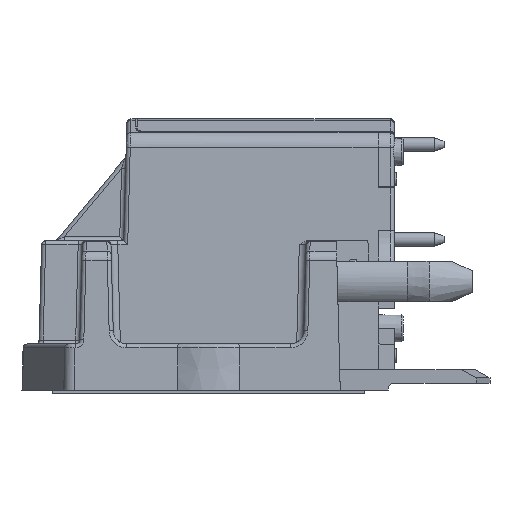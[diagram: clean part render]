
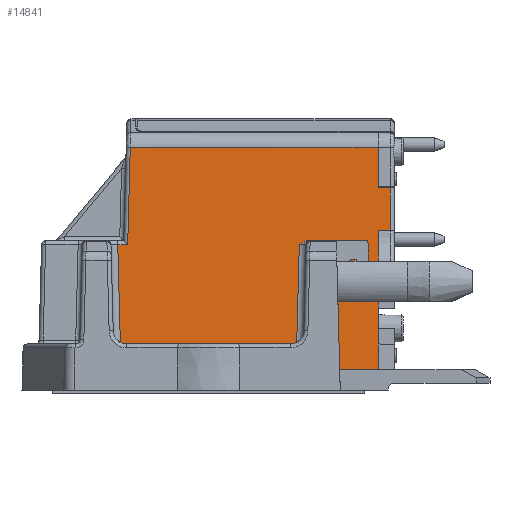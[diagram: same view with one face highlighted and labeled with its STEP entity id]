
A CAD part, left-side view. The second image highlights one B-rep face of the part: STEP entity #14841.
In plain terms, the highlighted planar face has unit normal (-1, 0, 0.026).
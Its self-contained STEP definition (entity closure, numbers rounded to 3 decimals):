
#651=PLANE('',#15783);
#859=LINE('',#19480,#1695);
#863=LINE('',#19489,#1699);
#1047=LINE('',#21413,#1883);
#1049=LINE('',#21421,#1885);
#1157=LINE('',#22016,#1993);
#1169=LINE('',#22066,#2005);
#1174=LINE('',#22084,#2010);
#1364=LINE('',#22687,#2200);
#1373=LINE('',#22707,#2209);
#1375=LINE('',#22711,#2211);
#1382=LINE('',#22731,#2218);
#1383=LINE('',#22733,#2219);
#1384=LINE('',#22734,#2220);
#1385=LINE('',#22736,#2221);
#1386=LINE('',#22738,#2222);
#1387=LINE('',#22740,#2223);
#1388=LINE('',#22741,#2224);
#1695=VECTOR('',#16364,1000.);
#1699=VECTOR('',#16370,1000.);
#1883=VECTOR('',#17104,1000.);
#1885=VECTOR('',#17112,1000.);
#1993=VECTOR('',#17486,1000.);
#2005=VECTOR('',#17512,1000.);
#2010=VECTOR('',#17531,1000.);
#2200=VECTOR('',#18077,1000.);
#2209=VECTOR('',#18104,1000.);
#2211=VECTOR('',#18108,1000.);
#2218=VECTOR('',#18141,1000.);
#2219=VECTOR('',#18142,1000.);
#2220=VECTOR('',#18143,1000.);
#2221=VECTOR('',#18144,1000.);
#2222=VECTOR('',#18145,1000.);
#2223=VECTOR('',#18146,1000.);
#2224=VECTOR('',#18147,1000.);
#2550=B_SPLINE_CURVE_WITH_KNOTS('',3,(#21705,#21706,#21707,#21708,#21709,
#21710,#21711),.UNSPECIFIED.,.F.,.F.,(4,1,1,1,4),(0.,0.25,0.5,0.75,1.),
 .UNSPECIFIED.);
#4437=ORIENTED_EDGE('',*,*,#6294,.T.);
#4438=ORIENTED_EDGE('',*,*,#6093,.F.);
#4439=ORIENTED_EDGE('',*,*,#6097,.F.);
#4440=ORIENTED_EDGE('',*,*,#6321,.F.);
#4441=ORIENTED_EDGE('',*,*,#6592,.T.);
#4442=ORIENTED_EDGE('',*,*,#6312,.T.);
#4443=ORIENTED_EDGE('',*,*,#6147,.F.);
#4444=ORIENTED_EDGE('',*,*,#6583,.F.);
#4445=ORIENTED_EDGE('',*,*,#5728,.F.);
#4446=ORIENTED_EDGE('',*,*,#6594,.T.);
#4447=ORIENTED_EDGE('',*,*,#6601,.T.);
#4448=ORIENTED_EDGE('',*,*,#6602,.F.);
#4449=ORIENTED_EDGE('',*,*,#5669,.T.);
#4450=ORIENTED_EDGE('',*,*,#6603,.F.);
#4451=ORIENTED_EDGE('',*,*,#6604,.T.);
#4452=ORIENTED_EDGE('',*,*,#6605,.T.);
#4453=ORIENTED_EDGE('',*,*,#6606,.T.);
#4454=ORIENTED_EDGE('',*,*,#5665,.T.);
#4455=ORIENTED_EDGE('',*,*,#6607,.F.);
#5665=EDGE_CURVE('',#7143,#7142,#859,.T.);
#5669=EDGE_CURVE('',#7147,#7146,#863,.T.);
#5728=EDGE_CURVE('',#7199,#7200,#8045,.T.);
#6093=EDGE_CURVE('',#7430,#7429,#1047,.T.);
#6097=EDGE_CURVE('',#7434,#7430,#1049,.T.);
#6147=EDGE_CURVE('',#7467,#7468,#2550,.F.);
#6294=EDGE_CURVE('',#7558,#7429,#1157,.T.);
#6312=EDGE_CURVE('',#7571,#7468,#1169,.T.);
#6321=EDGE_CURVE('',#7574,#7434,#1174,.T.);
#6583=EDGE_CURVE('',#7200,#7467,#1364,.T.);
#6592=EDGE_CURVE('',#7574,#7571,#1373,.T.);
#6594=EDGE_CURVE('',#7199,#7710,#1375,.T.);
#6601=EDGE_CURVE('',#7710,#7711,#1382,.T.);
#6602=EDGE_CURVE('',#7147,#7711,#1383,.T.);
#6603=EDGE_CURVE('',#7712,#7146,#1384,.T.);
#6604=EDGE_CURVE('',#7712,#7713,#1385,.T.);
#6605=EDGE_CURVE('',#7713,#7714,#1386,.T.);
#6606=EDGE_CURVE('',#7714,#7143,#1387,.T.);
#6607=EDGE_CURVE('',#7558,#7142,#1388,.T.);
#7142=VERTEX_POINT('',#19479);
#7143=VERTEX_POINT('',#19481);
#7146=VERTEX_POINT('',#19488);
#7147=VERTEX_POINT('',#19490);
#7199=VERTEX_POINT('',#19622);
#7200=VERTEX_POINT('',#19624);
#7429=VERTEX_POINT('',#21400);
#7430=VERTEX_POINT('',#21411);
#7434=VERTEX_POINT('',#21420);
#7467=VERTEX_POINT('',#21712);
#7468=VERTEX_POINT('',#21713);
#7558=VERTEX_POINT('',#22017);
#7571=VERTEX_POINT('',#22067);
#7574=VERTEX_POINT('',#22077);
#7710=VERTEX_POINT('',#22710);
#7711=VERTEX_POINT('',#22732);
#7712=VERTEX_POINT('',#22735);
#7713=VERTEX_POINT('',#22737);
#7714=VERTEX_POINT('',#22739);
#8045=ELLIPSE('',#15189,0.3,0.3);
#8583=EDGE_LOOP('',(#4437,#4438,#4439,#4440,#4441,#4442,#4443,#4444,#4445,
#4446,#4447,#4448,#4449,#4450,#4451,#4452,#4453,#4454,#4455));
#9362=FACE_BOUND('',#8583,.T.);
#14841=ADVANCED_FACE('',(#9362),#651,.T.);
#15189=AXIS2_PLACEMENT_3D('',#19623,#16469,#16470);
#15783=AXIS2_PLACEMENT_3D('',#22730,#18139,#18140);
#16364=DIRECTION('',(0.026,0.,1.));
#16370=DIRECTION('',(0.026,0.,1.));
#16469=DIRECTION('',(-1.,0.,0.026));
#16470=DIRECTION('',(0.026,0.,1.));
#17104=DIRECTION('',(0.026,-0.026,0.999));
#17112=DIRECTION('',(0.,-1.,0.));
#17486=DIRECTION('',(0.,1.,0.));
#17512=DIRECTION('',(0.026,-0.026,0.999));
#17531=DIRECTION('',(0.026,0.026,0.999));
#18077=DIRECTION('',(0.,1.,0.));
#18104=DIRECTION('',(0.,-1.,0.));
#18108=DIRECTION('',(-0.026,-0.026,-0.999));
#18139=DIRECTION('',(-1.,0.,0.026));
#18140=DIRECTION('',(0.026,0.,1.));
#18141=DIRECTION('',(0.,-1.,0.));
#18142=DIRECTION('',(-0.026,0.,-1.));
#18143=DIRECTION('',(-0.026,0.,-1.));
#18144=DIRECTION('',(0.,-1.,0.));
#18145=DIRECTION('',(0.026,0.,1.));
#18146=DIRECTION('',(0.,1.,0.));
#18147=DIRECTION('',(-0.026,0.,-1.));
#19479=CARTESIAN_POINT('',(-30.196,-12.5,15.01));
#19480=CARTESIAN_POINT('',(-30.301,-12.5,10.995));
#19481=CARTESIAN_POINT('',(-30.199,-12.5,14.907));
#19488=CARTESIAN_POINT('',(-30.431,-12.5,6.039));
#19489=CARTESIAN_POINT('',(-30.301,-12.5,10.995));
#19490=CARTESIAN_POINT('',(-30.5,-12.5,3.4));
#19622=CARTESIAN_POINT('',(-30.309,-9.429,10.708));
#19623=CARTESIAN_POINT('',(-30.309,-9.129,10.7));
#19624=CARTESIAN_POINT('',(-30.301,-9.129,11.));
#21400=CARTESIAN_POINT('',(-30.12,5.769,17.898));
#21411=CARTESIAN_POINT('',(-30.309,5.958,10.708));
#21413=CARTESIAN_POINT('',(-30.496,6.145,3.561));
#21420=CARTESIAN_POINT('',(-30.309,6.692,10.708));
#21421=CARTESIAN_POINT('',(-30.309,6.699,10.708));
#21705=CARTESIAN_POINT('',(-30.309,-6.692,10.708));
#21706=CARTESIAN_POINT('',(-30.307,-6.752,10.755));
#21707=CARTESIAN_POINT('',(-30.305,-6.867,10.837));
#21708=CARTESIAN_POINT('',(-30.303,-6.966,10.904));
#21709=CARTESIAN_POINT('',(-30.301,-7.154,10.987));
#21710=CARTESIAN_POINT('',(-30.301,-7.257,11.));
#21711=CARTESIAN_POINT('',(-30.301,-7.31,11.));
#21712=CARTESIAN_POINT('',(-30.301,-7.31,11.));
#21713=CARTESIAN_POINT('',(-30.309,-6.692,10.708));
#22016=CARTESIAN_POINT('',(-30.12,0.,17.898));
#22017=CARTESIAN_POINT('',(-30.12,-12.5,17.898));
#22066=CARTESIAN_POINT('',(-30.301,-6.7,11.013));
#22067=CARTESIAN_POINT('',(-30.5,-6.5,3.4));
#22077=CARTESIAN_POINT('',(-30.5,6.5,3.4));
#22084=CARTESIAN_POINT('',(-30.5,6.501,3.413));
#22687=CARTESIAN_POINT('',(-30.301,0.,11.));
#22707=CARTESIAN_POINT('',(-30.5,0.,3.4));
#22710=CARTESIAN_POINT('',(-30.55,-9.67,1.5));
#22711=CARTESIAN_POINT('',(-30.385,-9.506,7.775));
#22730=CARTESIAN_POINT('',(-30.5,0.,3.4));
#22731=CARTESIAN_POINT('',(-30.55,79.285,1.5));
#22732=CARTESIAN_POINT('',(-30.55,-12.5,1.5));
#22733=CARTESIAN_POINT('',(-30.327,-12.5,9.998));
#22734=CARTESIAN_POINT('',(-30.5,-12.5,3.4));
#22735=CARTESIAN_POINT('',(-30.281,-12.5,11.747));
#22736=CARTESIAN_POINT('',(-30.281,62.047,11.747));
#22737=CARTESIAN_POINT('',(-30.281,-13.4,11.747));
#22738=CARTESIAN_POINT('',(-30.199,-13.4,14.907));
#22739=CARTESIAN_POINT('',(-30.199,-13.4,14.907));
#22740=CARTESIAN_POINT('',(-30.199,142.569,14.907));
#22741=CARTESIAN_POINT('',(-30.327,-12.5,9.998));
